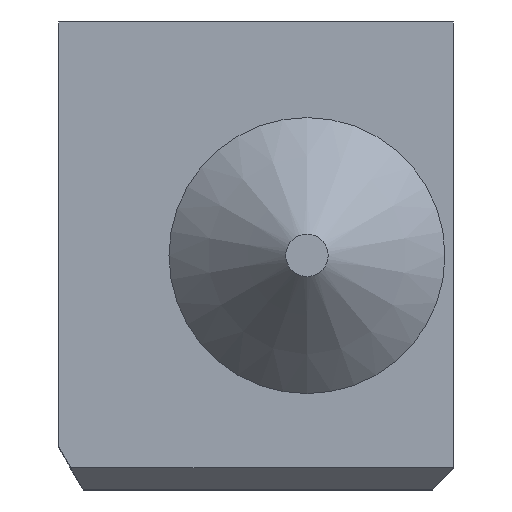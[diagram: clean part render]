
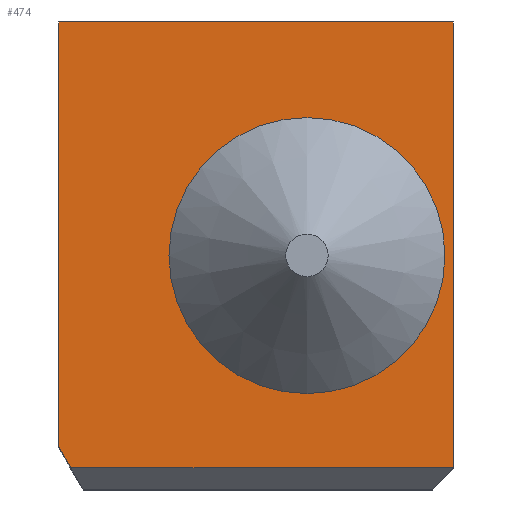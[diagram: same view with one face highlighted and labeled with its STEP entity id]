
A CAD part, top view. The second image highlights one B-rep face of the part: STEP entity #474.
In plain terms, the highlighted planar face has unit normal (0, 0, 1).
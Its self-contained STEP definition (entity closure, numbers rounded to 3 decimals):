
#29=FACE_BOUND('',#166,.T.);
#35=LINE('',#704,#70);
#42=LINE('',#718,#77);
#49=LINE('',#732,#84);
#58=LINE('',#1174,#93);
#64=LINE('',#1185,#99);
#70=VECTOR('',#553,10.);
#77=VECTOR('',#568,10.);
#84=VECTOR('',#579,10.);
#93=VECTOR('',#644,10.);
#99=VECTOR('',#656,10.);
#112=PLANE('',#536);
#136=FACE_OUTER_BOUND('',#165,.T.);
#165=EDGE_LOOP('',(#437,#438,#439,#440,#441));
#166=EDGE_LOOP('',(#442,#443));
#175=CIRCLE('',#513,3.25);
#176=CIRCLE('',#514,3.25);
#209=VERTEX_POINT('',#702);
#210=VERTEX_POINT('',#703);
#213=VERTEX_POINT('',#717);
#218=VERTEX_POINT('',#731);
#225=VERTEX_POINT('',#750);
#226=VERTEX_POINT('',#751);
#243=VERTEX_POINT('',#1173);
#255=EDGE_CURVE('',#209,#210,#35,.T.);
#263=EDGE_CURVE('',#210,#213,#42,.T.);
#270=EDGE_CURVE('',#213,#218,#49,.T.);
#279=EDGE_CURVE('',#225,#226,#175,.T.);
#280=EDGE_CURVE('',#226,#225,#176,.T.);
#307=EDGE_CURVE('',#243,#218,#58,.T.);
#313=EDGE_CURVE('',#243,#209,#64,.T.);
#437=ORIENTED_EDGE('',*,*,#255,.F.);
#438=ORIENTED_EDGE('',*,*,#313,.F.);
#439=ORIENTED_EDGE('',*,*,#307,.T.);
#440=ORIENTED_EDGE('',*,*,#270,.F.);
#441=ORIENTED_EDGE('',*,*,#263,.F.);
#442=ORIENTED_EDGE('',*,*,#279,.T.);
#443=ORIENTED_EDGE('',*,*,#280,.T.);
#474=ADVANCED_FACE('',(#136,#29),#112,.T.);
#513=AXIS2_PLACEMENT_3D('',#752,#598,#599);
#514=AXIS2_PLACEMENT_3D('',#753,#600,#601);
#536=AXIS2_PLACEMENT_3D('',#1184,#654,#655);
#553=DIRECTION('',(-1.,0.,0.));
#568=DIRECTION('',(-0.5,0.866,0.));
#579=DIRECTION('',(0.,1.,0.));
#598=DIRECTION('center_axis',(0.,0.,-1.));
#599=DIRECTION('ref_axis',(0.,1.,0.));
#600=DIRECTION('center_axis',(0.,0.,-1.));
#601=DIRECTION('ref_axis',(0.,1.,0.));
#644=DIRECTION('',(-1.,0.,0.));
#654=DIRECTION('center_axis',(0.,0.,1.));
#655=DIRECTION('ref_axis',(0.,-1.,0.));
#656=DIRECTION('',(0.,-1.,0.));
#702=CARTESIAN_POINT('',(3.45,-10.5,6.));
#703=CARTESIAN_POINT('',(-5.561,-10.5,6.));
#704=CARTESIAN_POINT('',(0.,-10.5,6.));
#717=CARTESIAN_POINT('',(-5.85,-10.,6.));
#718=CARTESIAN_POINT('',(-7.139,-7.767,6.));
#731=CARTESIAN_POINT('',(-5.85,0.,6.));
#732=CARTESIAN_POINT('',(-5.85,0.,6.));
#750=CARTESIAN_POINT('',(0.,-2.25,6.));
#751=CARTESIAN_POINT('',(0.,-8.75,6.));
#752=CARTESIAN_POINT('Origin',(0.,-5.5,6.));
#753=CARTESIAN_POINT('Origin',(0.,-5.5,6.));
#1173=CARTESIAN_POINT('',(3.45,0.,6.));
#1174=CARTESIAN_POINT('',(0.,0.,6.));
#1184=CARTESIAN_POINT('Origin',(0.,0.,6.));
#1185=CARTESIAN_POINT('',(3.45,0.,6.));
